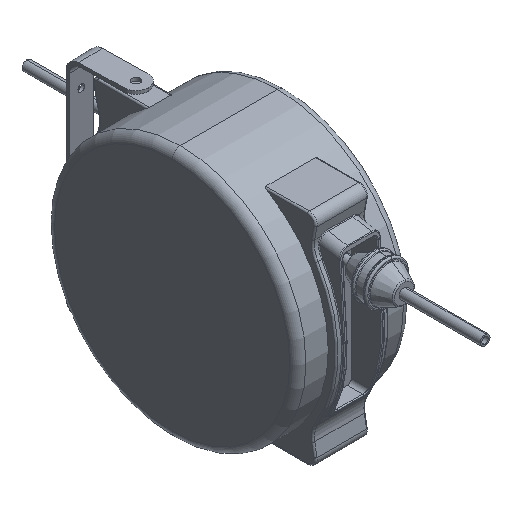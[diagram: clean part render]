
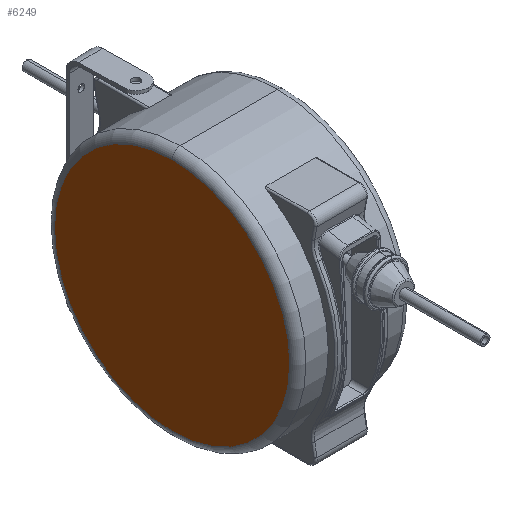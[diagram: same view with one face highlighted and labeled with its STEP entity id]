
A CAD part, isometric view. The second image highlights one B-rep face of the part: STEP entity #6249.
In plain terms, the highlighted planar face has unit normal (-1, 0, 0).
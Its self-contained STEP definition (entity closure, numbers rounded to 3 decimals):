
#480 = VERTEX_POINT ( 'NONE', #3187 ) ;
#618 = EDGE_LOOP ( 'NONE', ( #4159, #2244 ) ) ;
#675 = EDGE_CURVE ( 'NONE', #480, #3605, #4794, .T. ) ;
#1389 = CARTESIAN_POINT ( 'NONE',  ( 0., 0., 0. ) ) ;
#1637 = AXIS2_PLACEMENT_3D ( 'NONE', #6088, #3077, #4131 ) ;
#2244 = ORIENTED_EDGE ( 'NONE', *, *, #675, .T. ) ;
#2329 = DIRECTION ( 'NONE',  ( 1., 0., 0. ) ) ;
#2409 = CARTESIAN_POINT ( 'NONE',  ( 0., 0., 0. ) ) ;
#2425 = EDGE_CURVE ( 'NONE', #3605, #480, #2958, .T. ) ;
#2958 = CIRCLE ( 'NONE', #1637, 145. ) ;
#3077 = DIRECTION ( 'NONE',  ( -1., 0., 0. ) ) ;
#3187 = CARTESIAN_POINT ( 'NONE',  ( 0., 0., 145. ) ) ;
#3249 = AXIS2_PLACEMENT_3D ( 'NONE', #1389, #2329, #4896 ) ;
#3605 = VERTEX_POINT ( 'NONE', #5689 ) ;
#3987 = DIRECTION ( 'NONE',  ( 0., 0., -1. ) ) ;
#4108 = FACE_OUTER_BOUND ( 'NONE', #618, .T. ) ;
#4131 = DIRECTION ( 'NONE',  ( 0., 0., -1. ) ) ;
#4159 = ORIENTED_EDGE ( 'NONE', *, *, #2425, .T. ) ;
#4509 = DIRECTION ( 'NONE',  ( -1., 0., 0. ) ) ;
#4794 = CIRCLE ( 'NONE', #5543, 145. ) ;
#4896 = DIRECTION ( 'NONE',  ( 0., 0., -1. ) ) ;
#5543 = AXIS2_PLACEMENT_3D ( 'NONE', #2409, #4509, #3987 ) ;
#5689 = CARTESIAN_POINT ( 'NONE',  ( 0., 0., -145. ) ) ;
#6088 = CARTESIAN_POINT ( 'NONE',  ( 0., 0., 0. ) ) ;
#6124 = PLANE ( 'NONE',  #3249 ) ;
#6249 = ADVANCED_FACE ( 'NONE', ( #4108 ), #6124, .F. ) ;
